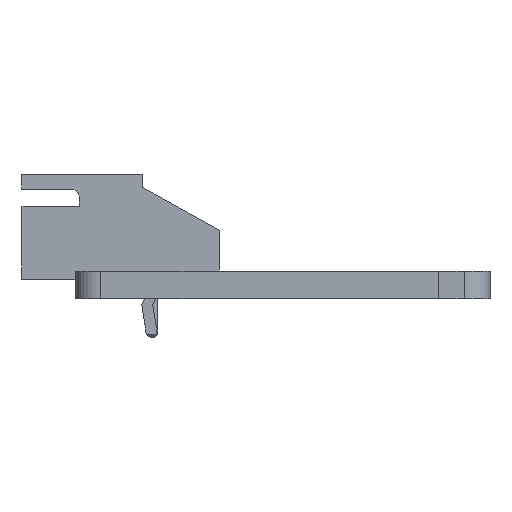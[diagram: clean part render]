
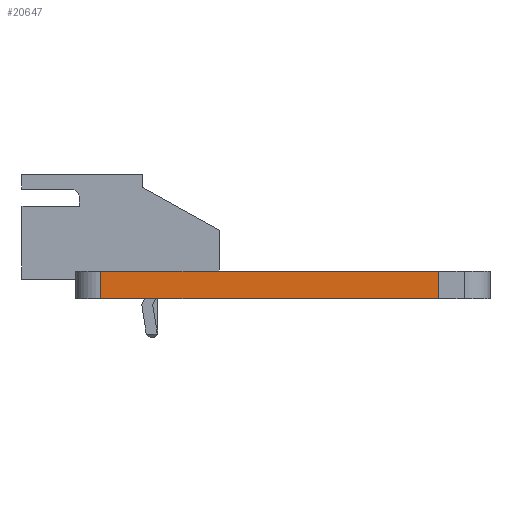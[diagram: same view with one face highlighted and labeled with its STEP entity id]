
A CAD part, left-side view. The second image highlights one B-rep face of the part: STEP entity #20647.
In plain terms, the highlighted planar face has unit normal (-1, 0, 0).
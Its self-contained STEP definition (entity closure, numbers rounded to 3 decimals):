
#17314 = PLANE('',#17315);
#17315 = AXIS2_PLACEMENT_3D('',#17316,#17317,#17318);
#17316 = CARTESIAN_POINT('',(116.069,-79.999,1.6));
#17317 = DIRECTION('',(0.,0.,1.));
#17318 = DIRECTION('',(1.,0.,-0.));
#17369 = PLANE('',#17370);
#17370 = AXIS2_PLACEMENT_3D('',#17371,#17372,#17373);
#17371 = CARTESIAN_POINT('',(116.069,-79.999,0.));
#17372 = DIRECTION('',(0.,0.,1.));
#17373 = DIRECTION('',(1.,0.,-0.));
#17478 = CYLINDRICAL_SURFACE('',#17479,1.5);
#17479 = AXIS2_PLACEMENT_3D('',#17480,#17481,#17482);
#17480 = CARTESIAN_POINT('',(86.635,-69.4,0.));
#17481 = DIRECTION('',(-0.,-0.,-1.));
#17482 = DIRECTION('',(1.,0.,-0.));
#17539 = VERTEX_POINT('',#17540);
#17540 = CARTESIAN_POINT('',(85.135,-69.4,0.));
#17562 = EDGE_CURVE('',#17563,#17539,#17565,.T.);
#17563 = VERTEX_POINT('',#17564);
#17564 = CARTESIAN_POINT('',(85.135,-89.08,0.));
#17565 = SURFACE_CURVE('',#17566,(#17570,#17577),.PCURVE_S1.);
#17566 = LINE('',#17567,#17568);
#17567 = CARTESIAN_POINT('',(85.135,-89.08,0.));
#17568 = VECTOR('',#17569,1.);
#17569 = DIRECTION('',(0.,1.,0.));
#17570 = PCURVE('',#17369,#17571);
#17571 = DEFINITIONAL_REPRESENTATION('',(#17572),#17576);
#17572 = LINE('',#17573,#17574);
#17573 = CARTESIAN_POINT('',(-30.934,-9.081));
#17574 = VECTOR('',#17575,1.);
#17575 = DIRECTION('',(0.,1.));
#17576 = ( GEOMETRIC_REPRESENTATION_CONTEXT(2) 
PARAMETRIC_REPRESENTATION_CONTEXT() REPRESENTATION_CONTEXT('2D SPACE',''
  ) );
#17577 = PCURVE('',#17578,#17583);
#17578 = PLANE('',#17579);
#17579 = AXIS2_PLACEMENT_3D('',#17580,#17581,#17582);
#17580 = CARTESIAN_POINT('',(85.135,-89.08,0.));
#17581 = DIRECTION('',(-1.,0.,0.));
#17582 = DIRECTION('',(0.,1.,0.));
#17583 = DEFINITIONAL_REPRESENTATION('',(#17584),#17588);
#17584 = LINE('',#17585,#17586);
#17585 = CARTESIAN_POINT('',(0.,0.));
#17586 = VECTOR('',#17587,1.);
#17587 = DIRECTION('',(1.,0.));
#17588 = ( GEOMETRIC_REPRESENTATION_CONTEXT(2) 
PARAMETRIC_REPRESENTATION_CONTEXT() REPRESENTATION_CONTEXT('2D SPACE',''
  ) );
#17606 = PLANE('',#17607);
#17607 = AXIS2_PLACEMENT_3D('',#17608,#17609,#17610);
#17608 = CARTESIAN_POINT('',(85.125,-90.59,0.));
#17609 = DIRECTION('',(-1.,0.007,0.));
#17610 = DIRECTION('',(0.007,1.,0.));
#19186 = VERTEX_POINT('',#19187);
#19187 = CARTESIAN_POINT('',(85.135,-69.4,1.6));
#19209 = EDGE_CURVE('',#19210,#19186,#19212,.T.);
#19210 = VERTEX_POINT('',#19211);
#19211 = CARTESIAN_POINT('',(85.135,-89.08,1.6));
#19212 = SURFACE_CURVE('',#19213,(#19217,#19224),.PCURVE_S1.);
#19213 = LINE('',#19214,#19215);
#19214 = CARTESIAN_POINT('',(85.135,-89.08,1.6));
#19215 = VECTOR('',#19216,1.);
#19216 = DIRECTION('',(0.,1.,0.));
#19217 = PCURVE('',#17314,#19218);
#19218 = DEFINITIONAL_REPRESENTATION('',(#19219),#19223);
#19219 = LINE('',#19220,#19221);
#19220 = CARTESIAN_POINT('',(-30.934,-9.081));
#19221 = VECTOR('',#19222,1.);
#19222 = DIRECTION('',(0.,1.));
#19223 = ( GEOMETRIC_REPRESENTATION_CONTEXT(2) 
PARAMETRIC_REPRESENTATION_CONTEXT() REPRESENTATION_CONTEXT('2D SPACE',''
  ) );
#19224 = PCURVE('',#17578,#19225);
#19225 = DEFINITIONAL_REPRESENTATION('',(#19226),#19230);
#19226 = LINE('',#19227,#19228);
#19227 = CARTESIAN_POINT('',(0.,-1.6));
#19228 = VECTOR('',#19229,1.);
#19229 = DIRECTION('',(1.,0.));
#19230 = ( GEOMETRIC_REPRESENTATION_CONTEXT(2) 
PARAMETRIC_REPRESENTATION_CONTEXT() REPRESENTATION_CONTEXT('2D SPACE',''
  ) );
#20599 = EDGE_CURVE('',#17539,#19186,#20600,.T.);
#20600 = SURFACE_CURVE('',#20601,(#20605,#20612),.PCURVE_S1.);
#20601 = LINE('',#20602,#20603);
#20602 = CARTESIAN_POINT('',(85.135,-69.4,0.));
#20603 = VECTOR('',#20604,1.);
#20604 = DIRECTION('',(0.,0.,1.));
#20605 = PCURVE('',#17478,#20606);
#20606 = DEFINITIONAL_REPRESENTATION('',(#20607),#20611);
#20607 = LINE('',#20608,#20609);
#20608 = CARTESIAN_POINT('',(-3.141,0.));
#20609 = VECTOR('',#20610,1.);
#20610 = DIRECTION('',(-0.,-1.));
#20611 = ( GEOMETRIC_REPRESENTATION_CONTEXT(2) 
PARAMETRIC_REPRESENTATION_CONTEXT() REPRESENTATION_CONTEXT('2D SPACE',''
  ) );
#20612 = PCURVE('',#17578,#20613);
#20613 = DEFINITIONAL_REPRESENTATION('',(#20614),#20618);
#20614 = LINE('',#20615,#20616);
#20615 = CARTESIAN_POINT('',(19.68,0.));
#20616 = VECTOR('',#20617,1.);
#20617 = DIRECTION('',(0.,-1.));
#20618 = ( GEOMETRIC_REPRESENTATION_CONTEXT(2) 
PARAMETRIC_REPRESENTATION_CONTEXT() REPRESENTATION_CONTEXT('2D SPACE',''
  ) );
#20647 = ADVANCED_FACE('',(#20648),#17578,.T.);
#20648 = FACE_BOUND('',#20649,.T.);
#20649 = EDGE_LOOP('',(#20650,#20671,#20672,#20673));
#20650 = ORIENTED_EDGE('',*,*,#20651,.T.);
#20651 = EDGE_CURVE('',#17563,#19210,#20652,.T.);
#20652 = SURFACE_CURVE('',#20653,(#20657,#20664),.PCURVE_S1.);
#20653 = LINE('',#20654,#20655);
#20654 = CARTESIAN_POINT('',(85.135,-89.08,0.));
#20655 = VECTOR('',#20656,1.);
#20656 = DIRECTION('',(0.,0.,1.));
#20657 = PCURVE('',#17578,#20658);
#20658 = DEFINITIONAL_REPRESENTATION('',(#20659),#20663);
#20659 = LINE('',#20660,#20661);
#20660 = CARTESIAN_POINT('',(0.,0.));
#20661 = VECTOR('',#20662,1.);
#20662 = DIRECTION('',(0.,-1.));
#20663 = ( GEOMETRIC_REPRESENTATION_CONTEXT(2) 
PARAMETRIC_REPRESENTATION_CONTEXT() REPRESENTATION_CONTEXT('2D SPACE',''
  ) );
#20664 = PCURVE('',#17606,#20665);
#20665 = DEFINITIONAL_REPRESENTATION('',(#20666),#20670);
#20666 = LINE('',#20667,#20668);
#20667 = CARTESIAN_POINT('',(1.51,0.));
#20668 = VECTOR('',#20669,1.);
#20669 = DIRECTION('',(0.,-1.));
#20670 = ( GEOMETRIC_REPRESENTATION_CONTEXT(2) 
PARAMETRIC_REPRESENTATION_CONTEXT() REPRESENTATION_CONTEXT('2D SPACE',''
  ) );
#20671 = ORIENTED_EDGE('',*,*,#19209,.T.);
#20672 = ORIENTED_EDGE('',*,*,#20599,.F.);
#20673 = ORIENTED_EDGE('',*,*,#17562,.F.);
